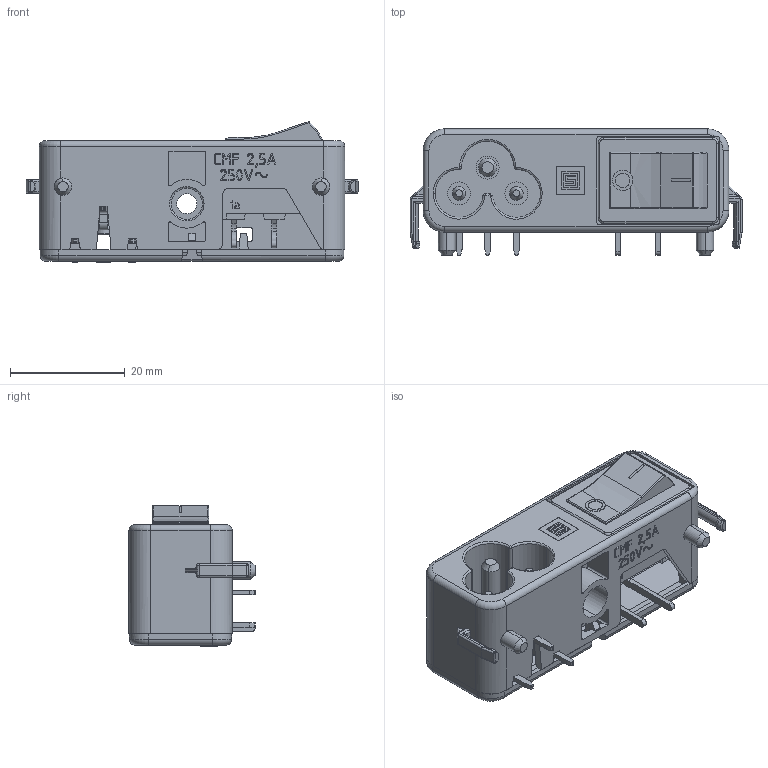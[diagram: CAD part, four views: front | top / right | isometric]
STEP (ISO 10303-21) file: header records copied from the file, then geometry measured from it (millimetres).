
FILE_DESCRIPTION (( 'STEP AP214' ), '1' );
FILE_NAME ('0100.1909_03.STEP', '2012-03-21T14:48:52', ( 'AnwenderIn' ), ( 'SCHURTER AG' ), 'SwSTEP 2.0', 'SolidWorks 2008', '' );
FILE_SCHEMA (( 'AUTOMOTIVE_DESIGN' ));
Length unit declared in the file: millimetre
Products named in the file (1): 0100.1909_03
Bounding box: 57.9 x 22 x 24.5 mm (x, y, z)
Volume: 10153.4 mm3; surface area: 12650.1 mm2
Topology: 1 solids, 4 shells, 1250 faces, 3360 edges, 2137 vertices
Faces by surface type: plane 635, cylinder 371, bspline 131, torus 87, sphere 16, cone 10
Entity records: 42506 total; most frequent: CARTESIAN_POINT 11817, ORIENTED_EDGE 6696, DIRECTION 6034, EDGE_CURVE 3348, VERTEX_POINT 2137, VECTOR 2114, LINE 2114, AXIS2_PLACEMENT_3D 1960
